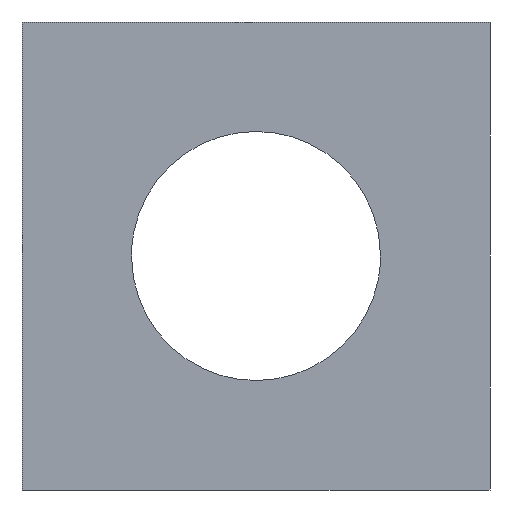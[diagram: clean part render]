
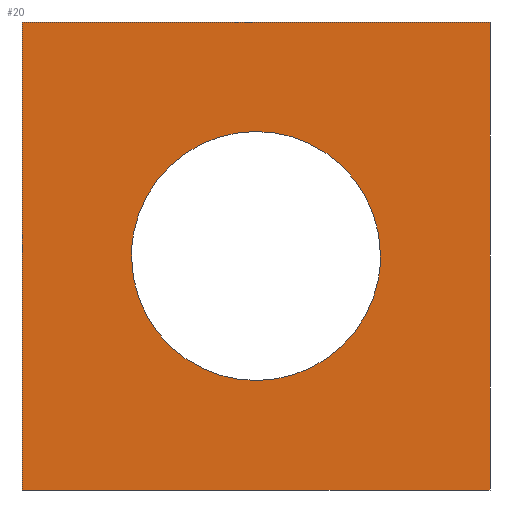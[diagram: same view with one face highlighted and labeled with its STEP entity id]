
A CAD part, front view. The second image highlights one B-rep face of the part: STEP entity #20.
In plain terms, the highlighted planar face has unit normal (0, -1, 0).
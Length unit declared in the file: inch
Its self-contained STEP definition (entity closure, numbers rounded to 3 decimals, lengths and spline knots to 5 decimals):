
#20=ADVANCED_FACE('',(#34,#28),#186,.T.);
#28=FACE_BOUND('',#48,.T.);
#34=FACE_OUTER_BOUND('',#47,.T.);
#47=EDGE_LOOP('',(#81,#82,#83,#84));
#48=EDGE_LOOP('',(#85,#86));
#81=ORIENTED_EDGE('',*,*,#122,.F.);
#82=ORIENTED_EDGE('',*,*,#117,.T.);
#83=ORIENTED_EDGE('',*,*,#113,.T.);
#84=ORIENTED_EDGE('',*,*,#109,.T.);
#85=ORIENTED_EDGE('',*,*,#132,.F.);
#86=ORIENTED_EDGE('',*,*,#128,.F.);
#109=EDGE_CURVE('',#165,#164,#145,.T.);
#113=EDGE_CURVE('',#167,#165,#149,.T.);
#117=EDGE_CURVE('',#169,#167,#153,.T.);
#122=EDGE_CURVE('',#169,#164,#158,.T.);
#128=EDGE_CURVE('',#172,#174,#138,.T.);
#132=EDGE_CURVE('',#174,#172,#142,.T.);
#138=(
BOUNDED_CURVE()
B_SPLINE_CURVE(2,(#439,#440,#441,#442,#443),.UNSPECIFIED.,.F.,.F.)
B_SPLINE_CURVE_WITH_KNOTS((3,2,3),(-0.74613,-0.5969,
-0.44768),.UNSPECIFIED.)
CURVE()
GEOMETRIC_REPRESENTATION_ITEM()
RATIONAL_B_SPLINE_CURVE((1.,0.707,1.,0.707,1.))
REPRESENTATION_ITEM('')
);
#142=(
BOUNDED_CURVE()
B_SPLINE_CURVE(2,(#453,#454,#455,#456,#457),.UNSPECIFIED.,.F.,.F.)
B_SPLINE_CURVE_WITH_KNOTS((3,2,3),(-0.44768,-0.29845,
-0.14923),.UNSPECIFIED.)
CURVE()
GEOMETRIC_REPRESENTATION_ITEM()
RATIONAL_B_SPLINE_CURVE((1.,0.707,1.,0.707,1.))
REPRESENTATION_ITEM('')
);
#145=B_SPLINE_CURVE_WITH_KNOTS('',1,(#352,#353),.UNSPECIFIED.,.F.,.F.,(2,
2),(-0.375,0.),.UNSPECIFIED.);
#149=B_SPLINE_CURVE_WITH_KNOTS('',1,(#372,#373),.UNSPECIFIED.,.F.,.F.,(2,
2),(-0.375,0.),.UNSPECIFIED.);
#153=B_SPLINE_CURVE_WITH_KNOTS('',1,(#392,#393),.UNSPECIFIED.,.F.,.F.,(2,
2),(-0.375,0.),.UNSPECIFIED.);
#158=B_SPLINE_CURVE_WITH_KNOTS('',1,(#420,#421),.UNSPECIFIED.,.F.,.F.,(2,
2),(0.,0.375),.UNSPECIFIED.);
#164=VERTEX_POINT('',#331);
#165=VERTEX_POINT('',#332);
#167=VERTEX_POINT('',#334);
#169=VERTEX_POINT('',#336);
#172=VERTEX_POINT('',#339);
#174=VERTEX_POINT('',#341);
#186=PLANE('',#215);
#215=AXIS2_PLACEMENT_3D('',#233,#224,$);
#224=DIRECTION('',(0.,-1.,0.));
#233=CARTESIAN_POINT('',(-0.8262,-0.0625,-0.8262));
#331=CARTESIAN_POINT('',(-0.1875,-0.0625,-0.1875));
#332=CARTESIAN_POINT('',(-0.1875,-0.0625,0.1875));
#334=CARTESIAN_POINT('',(0.1875,-0.0625,0.1875));
#336=CARTESIAN_POINT('',(0.1875,-0.0625,-0.1875));
#339=CARTESIAN_POINT('',(0.09975,-0.0625,0.));
#341=CARTESIAN_POINT('',(-0.09975,-0.0625,0.));
#352=CARTESIAN_POINT('',(-0.1875,-0.0625,0.1875));
#353=CARTESIAN_POINT('',(-0.1875,-0.0625,-0.1875));
#372=CARTESIAN_POINT('',(0.1875,-0.0625,0.1875));
#373=CARTESIAN_POINT('',(-0.1875,-0.0625,0.1875));
#392=CARTESIAN_POINT('',(0.1875,-0.0625,-0.1875));
#393=CARTESIAN_POINT('',(0.1875,-0.0625,0.1875));
#420=CARTESIAN_POINT('',(0.1875,-0.0625,-0.1875));
#421=CARTESIAN_POINT('',(-0.1875,-0.0625,-0.1875));
#439=CARTESIAN_POINT('',(0.09975,-0.0625,0.));
#440=CARTESIAN_POINT('',(0.09975,-0.0625,0.09975));
#441=CARTESIAN_POINT('',(0.,-0.0625,0.09975));
#442=CARTESIAN_POINT('',(-0.09975,-0.0625,0.09975));
#443=CARTESIAN_POINT('',(-0.09975,-0.0625,0.));
#453=CARTESIAN_POINT('',(-0.09975,-0.0625,0.));
#454=CARTESIAN_POINT('',(-0.09975,-0.0625,-0.09975));
#455=CARTESIAN_POINT('',(0.,-0.0625,-0.09975));
#456=CARTESIAN_POINT('',(0.09975,-0.0625,-0.09975));
#457=CARTESIAN_POINT('',(0.09975,-0.0625,0.));
